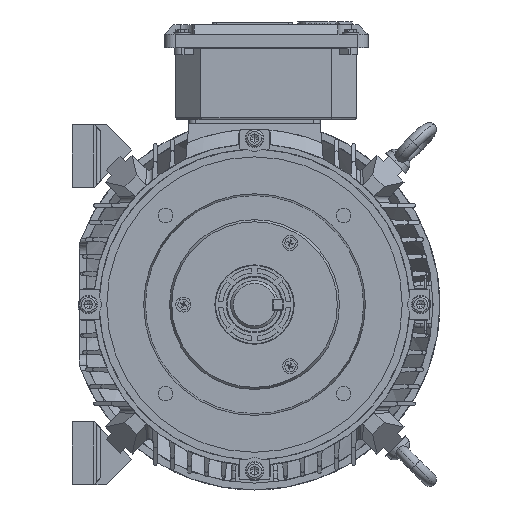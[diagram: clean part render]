
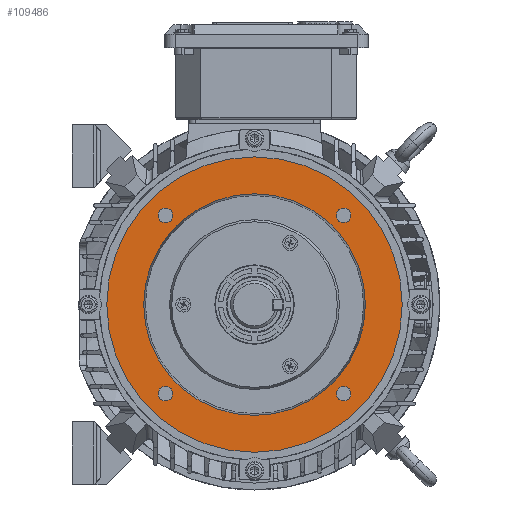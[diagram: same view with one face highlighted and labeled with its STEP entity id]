
A CAD part, left-side view. The second image highlights one B-rep face of the part: STEP entity #109486.
In plain terms, the highlighted face is planar.
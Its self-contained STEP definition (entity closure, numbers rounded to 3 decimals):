
#274 = CARTESIAN_POINT ( 'NONE',  ( 65.107, -65.107, 0. ) ) ;
#1438 = CIRCLE ( 'NONE', #64337, 5.325 ) ;
#1452 = AXIS2_PLACEMENT_3D ( 'NONE', #78644, #86731, #12442 ) ;
#3373 = EDGE_CURVE ( 'NONE', #68618, #44404, #38454, .T. ) ;
#7510 = DIRECTION ( 'NONE',  ( 1., 0., 0. ) ) ;
#7884 = CARTESIAN_POINT ( 'NONE',  ( 65.107, 65.107, 0. ) ) ;
#8725 = EDGE_LOOP ( 'NONE', ( #92915, #66121 ) ) ;
#9242 = VERTEX_POINT ( 'NONE', #28675 ) ;
#9326 = ORIENTED_EDGE ( 'NONE', *, *, #73888, .F. ) ;
#9466 = DIRECTION ( 'NONE',  ( 0., 0., 1. ) ) ;
#9906 = ORIENTED_EDGE ( 'NONE', *, *, #42080, .T. ) ;
#11358 = CARTESIAN_POINT ( 'NONE',  ( 59.782, 65.107, 0. ) ) ;
#12442 = DIRECTION ( 'NONE',  ( 1., 0., 0. ) ) ;
#13539 = VERTEX_POINT ( 'NONE', #91804 ) ;
#13970 = AXIS2_PLACEMENT_3D ( 'NONE', #42414, #34246, #70256 ) ;
#14019 = CARTESIAN_POINT ( 'NONE',  ( -65.107, -65.107, 0. ) ) ;
#14257 = CIRCLE ( 'NONE', #32831, 107.95 ) ;
#14521 = CARTESIAN_POINT ( 'NONE',  ( 65.107, 65.107, 0. ) ) ;
#14898 = DIRECTION ( 'NONE',  ( 1., 0., 0. ) ) ;
#15077 = DIRECTION ( 'NONE',  ( 0., 0., 1. ) ) ;
#16368 = CIRCLE ( 'NONE', #107942, 5.325 ) ;
#18976 = DIRECTION ( 'NONE',  ( 0., 0., -1. ) ) ;
#20195 = ORIENTED_EDGE ( 'NONE', *, *, #33147, .F. ) ;
#21652 = CARTESIAN_POINT ( 'NONE',  ( -81., 0., 0. ) ) ;
#21957 = AXIS2_PLACEMENT_3D ( 'NONE', #14019, #78623, #23327 ) ;
#23327 = DIRECTION ( 'NONE',  ( 1., 0., 0. ) ) ;
#23791 = DIRECTION ( 'NONE',  ( 0., 0., 1. ) ) ;
#26960 = EDGE_CURVE ( 'NONE', #13539, #36662, #78933, .T. ) ;
#27712 = CARTESIAN_POINT ( 'NONE',  ( 0., 0., 0. ) ) ;
#28675 = CARTESIAN_POINT ( 'NONE',  ( 59.782, -65.107, 0. ) ) ;
#29598 = ORIENTED_EDGE ( 'NONE', *, *, #29839, .F. ) ;
#29839 = EDGE_CURVE ( 'NONE', #44404, #68618, #80130, .T. ) ;
#31077 = VERTEX_POINT ( 'NONE', #88195 ) ;
#31326 = ORIENTED_EDGE ( 'NONE', *, *, #101592, .F. ) ;
#32014 = DIRECTION ( 'NONE',  ( 1., 0., 0. ) ) ;
#32501 = CARTESIAN_POINT ( 'NONE',  ( -70.432, 65.107, 0. ) ) ;
#32831 = AXIS2_PLACEMENT_3D ( 'NONE', #27712, #36226, #47108 ) ;
#33035 = CIRCLE ( 'NONE', #88104, 5.325 ) ;
#33147 = EDGE_CURVE ( 'NONE', #89124, #84969, #104014, .T. ) ;
#33834 = VERTEX_POINT ( 'NONE', #107323 ) ;
#34246 = DIRECTION ( 'NONE',  ( 0., 0., 1. ) ) ;
#35905 = ORIENTED_EDGE ( 'NONE', *, *, #26960, .F. ) ;
#36125 = DIRECTION ( 'NONE',  ( 0., 0., 1. ) ) ;
#36226 = DIRECTION ( 'NONE',  ( 0., 0., 1. ) ) ;
#36662 = VERTEX_POINT ( 'NONE', #32501 ) ;
#37948 = CARTESIAN_POINT ( 'NONE',  ( 0., 81., 0. ) ) ;
#38454 = CIRCLE ( 'NONE', #93839, 5.325 ) ;
#40493 = ORIENTED_EDGE ( 'NONE', *, *, #66995, .T. ) ;
#41238 = CARTESIAN_POINT ( 'NONE',  ( 81., 0., 0. ) ) ;
#42080 = EDGE_CURVE ( 'NONE', #113613, #33834, #93001, .T. ) ;
#42112 = VERTEX_POINT ( 'NONE', #59877 ) ;
#42414 = CARTESIAN_POINT ( 'NONE',  ( -65.107, 65.107, 0. ) ) ;
#42947 = CARTESIAN_POINT ( 'NONE',  ( 70.432, -65.107, 0. ) ) ;
#44404 = VERTEX_POINT ( 'NONE', #64433 ) ;
#46458 = EDGE_CURVE ( 'NONE', #87659, #9242, #33035, .T. ) ;
#46652 = DIRECTION ( 'NONE',  ( 1., 0., 0. ) ) ;
#47108 = DIRECTION ( 'NONE',  ( 1., 0., 0. ) ) ;
#49274 = CIRCLE ( 'NONE', #1452, 5.325 ) ;
#52392 = DIRECTION ( 'NONE',  ( 0., 0., 1. ) ) ;
#55468 = EDGE_LOOP ( 'NONE', ( #31326, #84581 ) ) ;
#56585 = CIRCLE ( 'NONE', #21957, 5.325 ) ;
#57051 = FACE_BOUND ( 'NONE', #8725, .T. ) ;
#57378 = DIRECTION ( 'NONE',  ( 0., 0., 1. ) ) ;
#58457 = FACE_BOUND ( 'NONE', #119514, .T. ) ;
#59877 = CARTESIAN_POINT ( 'NONE',  ( -59.782, -65.107, 0. ) ) ;
#61328 = FACE_BOUND ( 'NONE', #95204, .T. ) ;
#64337 = AXIS2_PLACEMENT_3D ( 'NONE', #114372, #57378, #86047 ) ;
#64433 = CARTESIAN_POINT ( 'NONE',  ( 70.432, 65.107, 0. ) ) ;
#66121 = ORIENTED_EDGE ( 'NONE', *, *, #112923, .F. ) ;
#66995 = EDGE_CURVE ( 'NONE', #33834, #113613, #14257, .T. ) ;
#68618 = VERTEX_POINT ( 'NONE', #11358 ) ;
#69674 = EDGE_CURVE ( 'NONE', #31077, #42112, #49274, .T. ) ;
#70256 = DIRECTION ( 'NONE',  ( 1., 0., 0. ) ) ;
#70613 = CARTESIAN_POINT ( 'NONE',  ( 0., 0., 0. ) ) ;
#72950 = FACE_BOUND ( 'NONE', #55468, .T. ) ;
#73120 = EDGE_LOOP ( 'NONE', ( #35905, #9326 ) ) ;
#73888 = EDGE_CURVE ( 'NONE', #36662, #13539, #1438, .T. ) ;
#74704 = PLANE ( 'NONE',  #96035 ) ;
#78623 = DIRECTION ( 'NONE',  ( 0., 0., 1. ) ) ;
#78644 = CARTESIAN_POINT ( 'NONE',  ( -65.107, -65.107, 0. ) ) ;
#78933 = CIRCLE ( 'NONE', #13970, 5.325 ) ;
#80130 = CIRCLE ( 'NONE', #87736, 5.325 ) ;
#84109 = CARTESIAN_POINT ( 'NONE',  ( 0., 0., 0. ) ) ;
#84581 = ORIENTED_EDGE ( 'NONE', *, *, #69674, .F. ) ;
#84969 = VERTEX_POINT ( 'NONE', #21652 ) ;
#86047 = DIRECTION ( 'NONE',  ( 1., 0., 0. ) ) ;
#86731 = DIRECTION ( 'NONE',  ( 0., 0., 1. ) ) ;
#87659 = VERTEX_POINT ( 'NONE', #42947 ) ;
#87736 = AXIS2_PLACEMENT_3D ( 'NONE', #7884, #36125, #7510 ) ;
#88104 = AXIS2_PLACEMENT_3D ( 'NONE', #117363, #52392, #116158 ) ;
#88195 = CARTESIAN_POINT ( 'NONE',  ( -70.432, -65.107, 0. ) ) ;
#88424 = AXIS2_PLACEMENT_3D ( 'NONE', #116420, #15077, #32014 ) ;
#89124 = VERTEX_POINT ( 'NONE', #41238 ) ;
#91123 = CIRCLE ( 'NONE', #100463, 81. ) ;
#91804 = CARTESIAN_POINT ( 'NONE',  ( -59.782, 65.107, 0. ) ) ;
#92915 = ORIENTED_EDGE ( 'NONE', *, *, #46458, .F. ) ;
#93001 = CIRCLE ( 'NONE', #88424, 107.95 ) ;
#93839 = AXIS2_PLACEMENT_3D ( 'NONE', #14521, #97660, #14898 ) ;
#95204 = EDGE_LOOP ( 'NONE', ( #29598, #113892 ) ) ;
#96035 = AXIS2_PLACEMENT_3D ( 'NONE', #37948, #18976, #102539 ) ;
#96916 = EDGE_LOOP ( 'NONE', ( #9906, #40493 ) ) ;
#97660 = DIRECTION ( 'NONE',  ( 0., 0., 1. ) ) ;
#98848 = DIRECTION ( 'NONE',  ( 1., 0., 0. ) ) ;
#99603 = AXIS2_PLACEMENT_3D ( 'NONE', #84109, #101471, #111190 ) ;
#100463 = AXIS2_PLACEMENT_3D ( 'NONE', #70613, #23791, #98848 ) ;
#101471 = DIRECTION ( 'NONE',  ( 0., 0., 1. ) ) ;
#101592 = EDGE_CURVE ( 'NONE', #42112, #31077, #56585, .T. ) ;
#102539 = DIRECTION ( 'NONE',  ( -1., 0., 0. ) ) ;
#104014 = CIRCLE ( 'NONE', #99603, 81. ) ;
#107323 = CARTESIAN_POINT ( 'NONE',  ( -107.95, 0., 0. ) ) ;
#107333 = EDGE_CURVE ( 'NONE', #84969, #89124, #91123, .T. ) ;
#107613 = FACE_OUTER_BOUND ( 'NONE', #96916, .T. ) ;
#107942 = AXIS2_PLACEMENT_3D ( 'NONE', #274, #9466, #46652 ) ;
#109486 = ADVANCED_FACE ( 'NONE', ( #72950, #57051, #61328, #119193, #58457, #107613 ), #74704, .F. ) ;
#111190 = DIRECTION ( 'NONE',  ( 1., 0., 0. ) ) ;
#112923 = EDGE_CURVE ( 'NONE', #9242, #87659, #16368, .T. ) ;
#113613 = VERTEX_POINT ( 'NONE', #118175 ) ;
#113892 = ORIENTED_EDGE ( 'NONE', *, *, #3373, .F. ) ;
#114372 = CARTESIAN_POINT ( 'NONE',  ( -65.107, 65.107, 0. ) ) ;
#116158 = DIRECTION ( 'NONE',  ( 1., 0., 0. ) ) ;
#116420 = CARTESIAN_POINT ( 'NONE',  ( 0., 0., 0. ) ) ;
#117363 = CARTESIAN_POINT ( 'NONE',  ( 65.107, -65.107, 0. ) ) ;
#118175 = CARTESIAN_POINT ( 'NONE',  ( 107.95, 0., 0. ) ) ;
#118684 = ORIENTED_EDGE ( 'NONE', *, *, #107333, .F. ) ;
#119193 = FACE_BOUND ( 'NONE', #73120, .T. ) ;
#119514 = EDGE_LOOP ( 'NONE', ( #20195, #118684 ) ) ;
